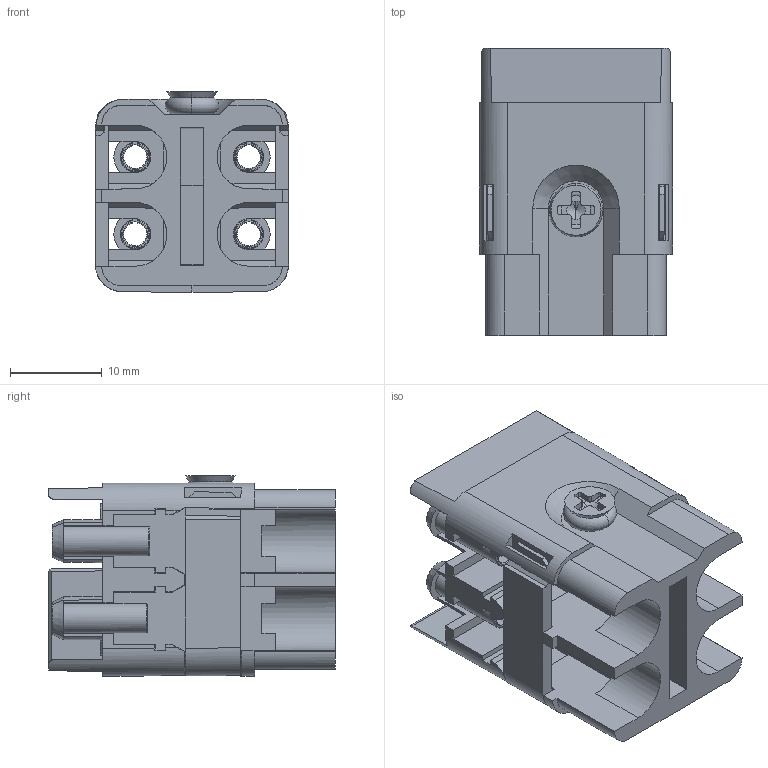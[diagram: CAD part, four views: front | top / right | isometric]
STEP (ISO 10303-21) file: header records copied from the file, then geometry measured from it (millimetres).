
FILE_DESCRIPTION((''),'2;1');
FILE_NAME('HASC-004-FC_81','2017-06-09T',('wl.kang'),(''),'PRO/ENGINEER BY PARAMETRIC TECHNOLOGY CORPORATION, 2012480','PRO/ENGINEER BY PARAMETRIC TECHNOLOGY CORPORATION, 2012480','');
FILE_SCHEMA(('AUTOMOTIVE_DESIGN { 1 0 10303 214 1 1 1 1 }'));
Length unit declared in the file: millimetre
Products named in the file (1): HASC-004-FC_81
Bounding box: 21 x 31.2 x 21.8 mm (x, y, z)
Volume: 5713.1 mm3; surface area: 7805.2 mm2
Topology: 2 solids, 4 shells, 565 faces, 1682 edges, 1130 vertices
Faces by surface type: plane 410, cylinder 84, cone 42, torus 18, bspline 11
Entity records: 27628 total; most frequent: CARTESIAN_POINT 7449, ORIENTED_EDGE 3360, DIRECTION 2839, PRESENTATION_STYLE_ASSIGNMENT 1687, STYLED_ITEM 1682, CURVE_STYLE 1680, EDGE_CURVE 1680, VECTOR 1187
